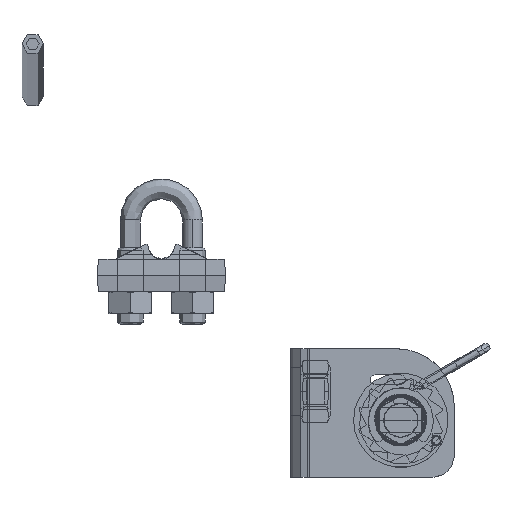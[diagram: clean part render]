
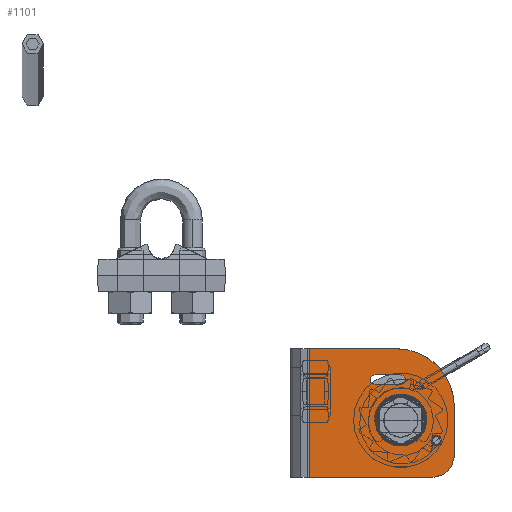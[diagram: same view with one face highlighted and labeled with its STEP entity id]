
A CAD part, top view. The second image highlights one B-rep face of the part: STEP entity #1101.
In plain terms, the highlighted planar face has unit normal (0, 0, 1).
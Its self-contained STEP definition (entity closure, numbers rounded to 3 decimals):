
#1101=ADVANCED_FACE('',(#2304,#2305,#2306,#2307),#2308,.T.);
#2304=FACE_OUTER_BOUND('',#3143,.T.);
#2305=FACE_BOUND('',#3144,.T.);
#2306=FACE_BOUND('',#3145,.T.);
#2307=FACE_BOUND('',#3146,.T.);
#2308=PLANE('',#3147);
#3143=EDGE_LOOP('',(#4446,#4447,#4448,#4449,#4450,#4451));
#3144=EDGE_LOOP('',(#4452,#4453));
#3145=EDGE_LOOP('',(#4454,#4455,#4456,#4457,#4458,#4459));
#3146=EDGE_LOOP('',(#4460,#4461));
#3147=AXIS2_PLACEMENT_3D('',#4462,#4463,#4464);
#4446=ORIENTED_EDGE('',*,*,#7314,.F.);
#4447=ORIENTED_EDGE('',*,*,#7315,.T.);
#4448=ORIENTED_EDGE('',*,*,#7302,.T.);
#4449=ORIENTED_EDGE('',*,*,#7313,.T.);
#4450=ORIENTED_EDGE('',*,*,#7316,.T.);
#4451=ORIENTED_EDGE('',*,*,#7317,.T.);
#4452=ORIENTED_EDGE('',*,*,#7193,.T.);
#4453=ORIENTED_EDGE('',*,*,#7318,.T.);
#4454=ORIENTED_EDGE('',*,*,#7319,.F.);
#4455=ORIENTED_EDGE('',*,*,#7320,.F.);
#4456=ORIENTED_EDGE('',*,*,#7321,.F.);
#4457=ORIENTED_EDGE('',*,*,#7185,.F.);
#4458=ORIENTED_EDGE('',*,*,#7322,.F.);
#4459=ORIENTED_EDGE('',*,*,#7187,.F.);
#4460=ORIENTED_EDGE('',*,*,#7179,.F.);
#4461=ORIENTED_EDGE('',*,*,#7323,.F.);
#4462=CARTESIAN_POINT('',(30.0,-65.0,31.0));
#4463=DIRECTION('',(0.0,0.0,1.0));
#4464=DIRECTION('',(1.0,0.0,0.0));
#7179=EDGE_CURVE('',#8294,#8297,#8298,.T.);
#7185=EDGE_CURVE('',#8307,#8303,#8309,.T.);
#7187=EDGE_CURVE('',#8310,#8313,#8314,.T.);
#7193=EDGE_CURVE('',#8319,#8323,#8325,.T.);
#7302=EDGE_CURVE('',#8525,#8526,#8527,.T.);
#7313=EDGE_CURVE('',#8526,#8544,#8546,.T.);
#7314=EDGE_CURVE('',#8547,#8548,#8549,.T.);
#7315=EDGE_CURVE('',#8547,#8525,#8550,.T.);
#7316=EDGE_CURVE('',#8544,#8551,#8552,.T.);
#7317=EDGE_CURVE('',#8551,#8548,#8553,.T.);
#7318=EDGE_CURVE('',#8323,#8319,#8554,.T.);
#7319=EDGE_CURVE('',#8555,#8310,#8556,.T.);
#7320=EDGE_CURVE('',#8557,#8555,#8558,.T.);
#7321=EDGE_CURVE('',#8303,#8557,#8559,.T.);
#7322=EDGE_CURVE('',#8313,#8307,#8560,.T.);
#7323=EDGE_CURVE('',#8297,#8294,#8561,.T.);
#8294=VERTEX_POINT('',#9447);
#8297=VERTEX_POINT('',#9451);
#8298=CIRCLE('',#9452,6.1);
#8303=VERTEX_POINT('',#9458);
#8307=VERTEX_POINT('',#9463);
#8309=CIRCLE('',#9466,1.1);
#8310=VERTEX_POINT('',#9467);
#8313=VERTEX_POINT('',#9471);
#8314=CIRCLE('',#9472,1.1);
#8319=VERTEX_POINT('',#9478);
#8323=VERTEX_POINT('',#9483);
#8325=CIRCLE('',#9486,1.25);
#8525=VERTEX_POINT('',#9846);
#8526=VERTEX_POINT('',#9847);
#8527=LINE('',#9848,#9849);
#8544=VERTEX_POINT('',#9870);
#8546=CIRCLE('',#9873,5.0);
#8547=VERTEX_POINT('',#9874);
#8548=VERTEX_POINT('',#9875);
#8549=LINE('',#9876,#9877);
#8550=LINE('',#9878,#9879);
#8551=VERTEX_POINT('',#9880);
#8552=LINE('',#9881,#9882);
#8553=CIRCLE('',#9883,13.5);
#8554=CIRCLE('',#9884,1.25);
#8555=VERTEX_POINT('',#9885);
#8556=CIRCLE('',#9886,1.1);
#8557=VERTEX_POINT('',#9887);
#8558=LINE('',#9888,#9889);
#8559=CIRCLE('',#9890,1.1);
#8560=LINE('',#9891,#9892);
#8561=CIRCLE('',#9893,6.1);
#9447=CARTESIAN_POINT('',(61.9,-51.65,31.0));
#9451=CARTESIAN_POINT('',(49.7,-51.65,31.0));
#9452=AXIS2_PLACEMENT_3D('',#11362,#11363,#11364);
#9458=CARTESIAN_POINT('',(48.7,-42.2,31.0));
#9463=CARTESIAN_POINT('',(49.8,-41.1,31.0));
#9466=AXIS2_PLACEMENT_3D('',#11374,#11375,#11376);
#9467=CARTESIAN_POINT('',(56.9,-42.2,31.0));
#9471=CARTESIAN_POINT('',(55.8,-41.1,31.0));
#9472=AXIS2_PLACEMENT_3D('',#11378,#11379,#11380);
#9478=CARTESIAN_POINT('',(62.85,-56.375,31.0));
#9483=CARTESIAN_POINT('',(65.35,-56.375,31.0));
#9486=AXIS2_PLACEMENT_3D('',#11390,#11391,#11392);
#9846=CARTESIAN_POINT('',(34.5,-65.0,31.0));
#9847=CARTESIAN_POINT('',(63.3,-65.0,31.0));
#9848=CARTESIAN_POINT('',(34.5,-65.0,31.0));
#9849=VECTOR('',#11575,28.8);
#9870=CARTESIAN_POINT('',(68.3,-60.0,31.0));
#9873=AXIS2_PLACEMENT_3D('',#11596,#11597,#11598);
#9874=CARTESIAN_POINT('',(34.5,-35.0,31.0));
#9875=CARTESIAN_POINT('',(54.8,-35.0,31.0));
#9876=CARTESIAN_POINT('',(34.5,-35.0,31.0));
#9877=VECTOR('',#11599,20.3);
#9878=CARTESIAN_POINT('',(34.5,-35.0,31.0));
#9879=VECTOR('',#11600,30.0);
#9880=CARTESIAN_POINT('',(68.3,-48.5,31.0));
#9881=CARTESIAN_POINT('',(68.3,-60.0,31.0));
#9882=VECTOR('',#11601,11.5);
#9883=AXIS2_PLACEMENT_3D('',#11602,#11603,#11604);
#9884=AXIS2_PLACEMENT_3D('',#11605,#11606,#11607);
#9885=CARTESIAN_POINT('',(55.8,-43.3,31.0));
#9886=AXIS2_PLACEMENT_3D('',#11608,#11609,#11610);
#9887=CARTESIAN_POINT('',(49.8,-43.3,31.0));
#9888=CARTESIAN_POINT('',(49.8,-43.3,31.0));
#9889=VECTOR('',#11611,6.0);
#9890=AXIS2_PLACEMENT_3D('',#11612,#11613,#11614);
#9891=CARTESIAN_POINT('',(55.8,-41.1,31.0));
#9892=VECTOR('',#11615,6.0);
#9893=AXIS2_PLACEMENT_3D('',#11616,#11617,#11618);
#11362=CARTESIAN_POINT('',(55.8,-51.65,31.0));
#11363=DIRECTION('',(0.0,0.0,1.0));
#11364=DIRECTION('',(1.0,0.0,0.0));
#11374=CARTESIAN_POINT('',(49.8,-42.2,31.0));
#11375=DIRECTION('',(0.0,-0.0,1.0));
#11376=DIRECTION('',(0.0,1.0,0.0));
#11378=CARTESIAN_POINT('',(55.8,-42.2,31.0));
#11379=DIRECTION('',(0.0,0.0,1.0));
#11380=DIRECTION('',(0.0,-1.0,0.0));
#11390=CARTESIAN_POINT('',(64.1,-56.375,31.0));
#11391=DIRECTION('',(0.0,0.0,-1.0));
#11392=DIRECTION('',(-1.0,0.0,0.0));
#11575=DIRECTION('',(1.0,0.0,0.0));
#11596=CARTESIAN_POINT('',(63.3,-60.0,31.0));
#11597=DIRECTION('',(0.0,0.0,1.0));
#11598=DIRECTION('',(0.0,-1.0,0.0));
#11599=DIRECTION('',(1.0,0.0,0.0));
#11600=DIRECTION('',(0.0,-1.0,0.0));
#11601=DIRECTION('',(0.0,1.0,0.0));
#11602=CARTESIAN_POINT('',(54.8,-48.5,31.0));
#11603=DIRECTION('',(0.0,0.0,1.0));
#11604=DIRECTION('',(1.0,0.0,0.0));
#11605=CARTESIAN_POINT('',(64.1,-56.375,31.0));
#11606=DIRECTION('',(0.0,0.0,-1.0));
#11607=DIRECTION('',(-1.0,0.0,0.0));
#11608=CARTESIAN_POINT('',(55.8,-42.2,31.0));
#11609=DIRECTION('',(0.0,0.0,1.0));
#11610=DIRECTION('',(0.0,-1.0,0.0));
#11611=DIRECTION('',(1.0,0.0,0.0));
#11612=CARTESIAN_POINT('',(49.8,-42.2,31.0));
#11613=DIRECTION('',(0.0,-0.0,1.0));
#11614=DIRECTION('',(0.0,1.0,0.0));
#11615=DIRECTION('',(-1.0,0.0,0.0));
#11616=CARTESIAN_POINT('',(55.8,-51.65,31.0));
#11617=DIRECTION('',(0.0,0.0,1.0));
#11618=DIRECTION('',(1.0,0.0,0.0));
